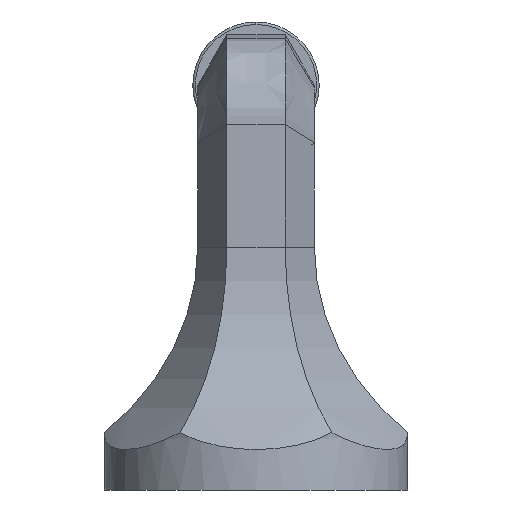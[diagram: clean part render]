
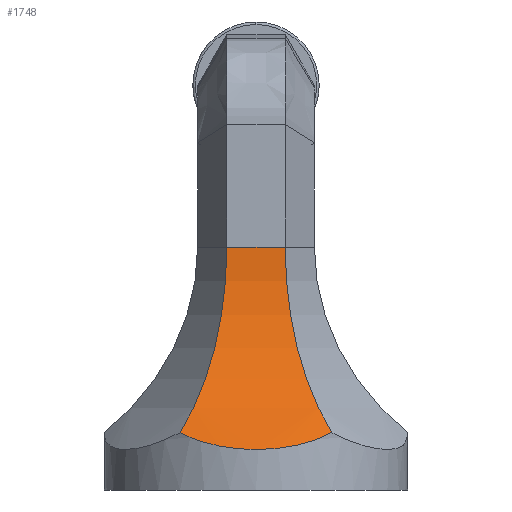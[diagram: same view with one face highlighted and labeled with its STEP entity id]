
A CAD part, left-side view. The second image highlights one B-rep face of the part: STEP entity #1748.
In plain terms, the highlighted cylindrical face has radius 50 mm (diameter 100 mm), a partial arc.
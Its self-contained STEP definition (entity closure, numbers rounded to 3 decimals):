
#8 = CARTESIAN_POINT ( 'NONE',  ( -10., 48., 5.774 ) ) ;
#10 = CARTESIAN_POINT ( 'NONE',  ( -10., 33.89, 5.774 ) ) ;
#16 = CARTESIAN_POINT ( 'NONE',  ( -15.64, 20.957, 9.03 ) ) ;
#54 = ORIENTED_EDGE ( 'NONE', *, *, #1520, .F. ) ;
#64 = CARTESIAN_POINT ( 'NONE',  ( -25.981, 11.357, 15. ) ) ;
#73 =( BOUNDED_CURVE ( )  B_SPLINE_CURVE ( 3, ( #1670, #1410, #1553, #1491 ),
 .UNSPECIFIED., .F., .F. ) 
 B_SPLINE_CURVE_WITH_KNOTS ( ( 4, 4 ),
 ( 5.461, 6.283 ),
 .UNSPECIFIED. ) 
 CURVE ( )  GEOMETRIC_REPRESENTATION_ITEM ( )  RATIONAL_B_SPLINE_CURVE ( ( 1., 0.944, 0.944, 1. ) ) 
 REPRESENTATION_ITEM ( '' )  );
#94 = CARTESIAN_POINT ( 'NONE',  ( -10., 48., 5.774 ) ) ;
#106 = VERTEX_POINT ( 'NONE', #1241 ) ;
#133 = AXIS2_PLACEMENT_3D ( 'NONE', #1730, #1720, #1757 ) ;
#175 = CYLINDRICAL_SURFACE ( 'NONE', #133, 50. ) ;
#267 = FACE_OUTER_BOUND ( 'NONE', #1608, .T. ) ;
#340 = CARTESIAN_POINT ( 'NONE',  ( -10., 48., -5.774 ) ) ;
#346 = EDGE_CURVE ( 'NONE', #1141, #106, #1142, .T. ) ;
#377 = LINE ( 'NONE', #439, #418 ) ;
#418 = VECTOR ( 'NONE', #433, 1000. ) ;
#433 = DIRECTION ( 'NONE',  ( 0., 0., 1. ) ) ;
#439 = CARTESIAN_POINT ( 'NONE',  ( -10., 48., -38.482 ) ) ;
#519 = VERTEX_POINT ( 'NONE', #340 ) ;
#678 = CARTESIAN_POINT ( 'NONE',  ( -25.981, 11.357, -15. ) ) ;
#680 = CARTESIAN_POINT ( 'NONE',  ( -26.287, 11.073, -14.47 ) ) ;
#688 = CARTESIAN_POINT ( 'NONE',  ( -26.581, 10.807, -13.922 ) ) ;
#689 = CARTESIAN_POINT ( 'NONE',  ( -27.143, 10.31, -12.793 ) ) ;
#692 = CARTESIAN_POINT ( 'NONE',  ( -27.411, 10.078, -12.209 ) ) ;
#693 = CARTESIAN_POINT ( 'NONE',  ( -28.157, 9.445, -10.431 ) ) ;
#700 = CARTESIAN_POINT ( 'NONE',  ( -28.583, 9.1, -9.205 ) ) ;
#705 =( BOUNDED_CURVE ( )  B_SPLINE_CURVE ( 3, ( #64, #16, #10, #8 ),
 .UNSPECIFIED., .F., .T. ) 
 B_SPLINE_CURVE_WITH_KNOTS ( ( 4, 4 ),
 ( 5.461, 6.283 ),
 .UNSPECIFIED. ) 
 CURVE ( )  GEOMETRIC_REPRESENTATION_ITEM ( )  RATIONAL_B_SPLINE_CURVE ( ( 1., 0.944, 0.944, 1. ) ) 
 REPRESENTATION_ITEM ( '' )  );
#708 = CARTESIAN_POINT ( 'NONE',  ( -29.105, 8.686, -7.302 ) ) ;
#713 = CARTESIAN_POINT ( 'NONE',  ( -29.26, 8.566, -6.657 ) ) ;
#717 = CARTESIAN_POINT ( 'NONE',  ( -29.527, 8.359, -5.346 ) ) ;
#725 = CARTESIAN_POINT ( 'NONE',  ( -29.641, 8.272, -4.678 ) ) ;
#727 = CARTESIAN_POINT ( 'NONE',  ( -29.911, 8.067, -2.677 ) ) ;
#736 = CARTESIAN_POINT ( 'NONE',  ( -30., 8., -1.339 ) ) ;
#739 = CARTESIAN_POINT ( 'NONE',  ( -30., 8., 0.677 ) ) ;
#741 = CARTESIAN_POINT ( 'NONE',  ( -29.977, 8.017, 1.35 ) ) ;
#742 = CARTESIAN_POINT ( 'NONE',  ( -29.886, 8.086, 2.699 ) ) ;
#743 = CARTESIAN_POINT ( 'NONE',  ( -29.817, 8.138, 3.377 ) ) ;
#745 = CARTESIAN_POINT ( 'NONE',  ( -29.545, 8.345, 5.377 ) ) ;
#748 = CARTESIAN_POINT ( 'NONE',  ( -29.277, 8.55, 6.677 ) ) ;
#750 = CARTESIAN_POINT ( 'NONE',  ( -28.755, 8.964, 8.577 ) ) ;
#754 = CARTESIAN_POINT ( 'NONE',  ( -28.561, 9.12, 9.203 ) ) ;
#756 = CARTESIAN_POINT ( 'NONE',  ( -28.134, 9.469, 10.437 ) ) ;
#759 = CARTESIAN_POINT ( 'NONE',  ( -27.899, 9.664, 11.048 ) ) ;
#765 = CARTESIAN_POINT ( 'NONE',  ( -27.15, 10.3, 12.827 ) ) ;
#772 = CARTESIAN_POINT ( 'NONE',  ( -25.981, 11.357, 15. ) ) ;
#776 = CARTESIAN_POINT ( 'NONE',  ( -26.59, 10.792, 13.945 ) ) ;
#884 = ORIENTED_EDGE ( 'NONE', *, *, #346, .F. ) ;
#951 = EDGE_CURVE ( 'NONE', #1141, #1655, #705, .T. ) ;
#1137 = EDGE_CURVE ( 'NONE', #106, #519, #73, .T. ) ;
#1141 = VERTEX_POINT ( 'NONE', #1568 ) ;
#1142 = B_SPLINE_CURVE_WITH_KNOTS ( 'NONE', 3,
 ( #772, #776, #765, #759, #756, #754, #750, #748, #745, #743, #742, #741, #739, #736, #727, #725, #717, #713, #708, #700, #693, #692, #689, #688, #680, #678 ),
 .UNSPECIFIED., .F., .F.,
 ( 4, 2, 2, 2, 2, 2, 2, 2, 2, 2, 2, 2, 4 ),
 ( 0.003, 0.007, 0.009, 0.011, 0.015, 0.017, 0.019, 0.024, 0.026, 0.028, 0.032, 0.034, 0.036 ),
 .UNSPECIFIED. ) ;
#1241 = CARTESIAN_POINT ( 'NONE',  ( -25.981, 11.357, -15. ) ) ;
#1410 = CARTESIAN_POINT ( 'NONE',  ( -15.64, 20.957, -9.03 ) ) ;
#1455 = ORIENTED_EDGE ( 'NONE', *, *, #951, .T. ) ;
#1491 = CARTESIAN_POINT ( 'NONE',  ( -10., 48., -5.774 ) ) ;
#1520 = EDGE_CURVE ( 'NONE', #519, #1655, #377, .T. ) ;
#1553 = CARTESIAN_POINT ( 'NONE',  ( -10., 33.89, -5.774 ) ) ;
#1568 = CARTESIAN_POINT ( 'NONE',  ( -25.981, 11.357, 15. ) ) ;
#1608 = EDGE_LOOP ( 'NONE', ( #884, #1455, #54, #1646 ) ) ;
#1646 = ORIENTED_EDGE ( 'NONE', *, *, #1137, .F. ) ;
#1655 = VERTEX_POINT ( 'NONE', #94 ) ;
#1670 = CARTESIAN_POINT ( 'NONE',  ( -25.981, 11.357, -15. ) ) ;
#1720 = DIRECTION ( 'NONE',  ( 0., 0., 1. ) ) ;
#1730 = CARTESIAN_POINT ( 'NONE',  ( -60., 48., -38.482 ) ) ;
#1748 = ADVANCED_FACE ( 'NONE', ( #267 ), #175, .F. ) ;
#1757 = DIRECTION ( 'NONE',  ( -1., 0., 0. ) ) ;
